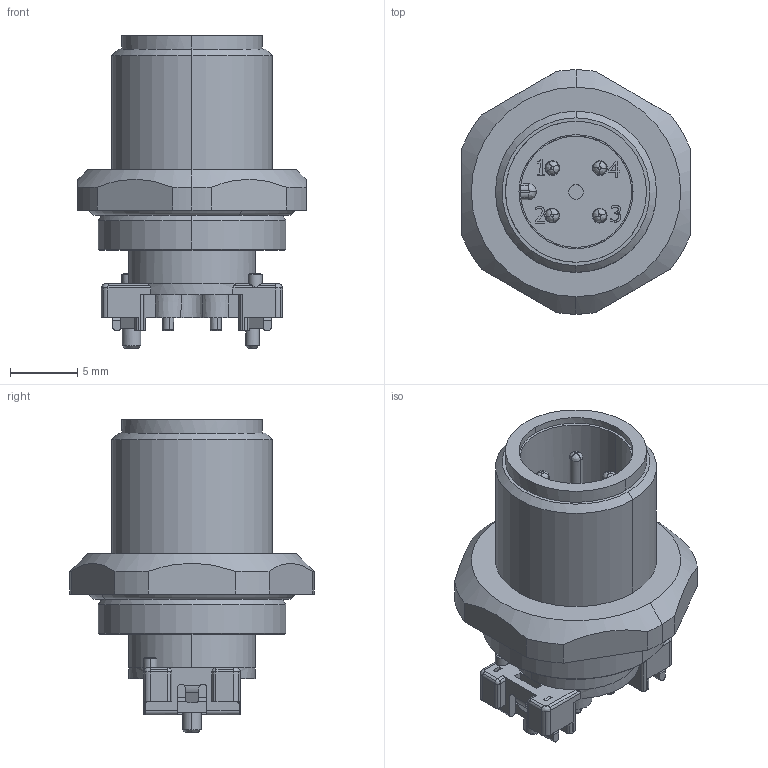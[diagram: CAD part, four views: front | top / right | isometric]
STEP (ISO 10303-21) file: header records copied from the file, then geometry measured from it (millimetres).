
FILE_DESCRIPTION(('CATIA V5R24 STEP','CAx-IF Rec.Pracs.--- Model Styling and Organization---1.2---2011-12-15'),'2;1');
FILE_NAME ('D1461868_0_2423200000_2423200000.stp','2017-08-29T12:13:51+00:00',('none'),('Weidmueller'),'CATIA Version 5-6 Release 2014 SP4 HF52','CATIA V5 STEP AP214','none');
FILE_SCHEMA(('AUTOMOTIVE_DESIGN { 1 0 10303 214 1 1 1 1 }'));
Length unit declared in the file: millimetre
Products named in the file (1): 2423200000
Bounding box: 17 x 18.2 x 23.3 mm (x, y, z)
Volume: 2150.1 mm3; surface area: 3253.7 mm2
Topology: 4 solids, 4 shells, 502 faces, 1394 edges, 924 vertices
Faces by surface type: plane 189, cylinder 184, bspline 71, cone 38, torus 16, sphere 4
Entity records: 17814 total; most frequent: CARTESIAN_POINT 6092, ORIENTED_EDGE 2780, DIRECTION 1802, EDGE_CURVE 1390, VERTEX_POINT 924, AXIS2_PLACEMENT_3D 776, VECTOR 622, LINE 622
